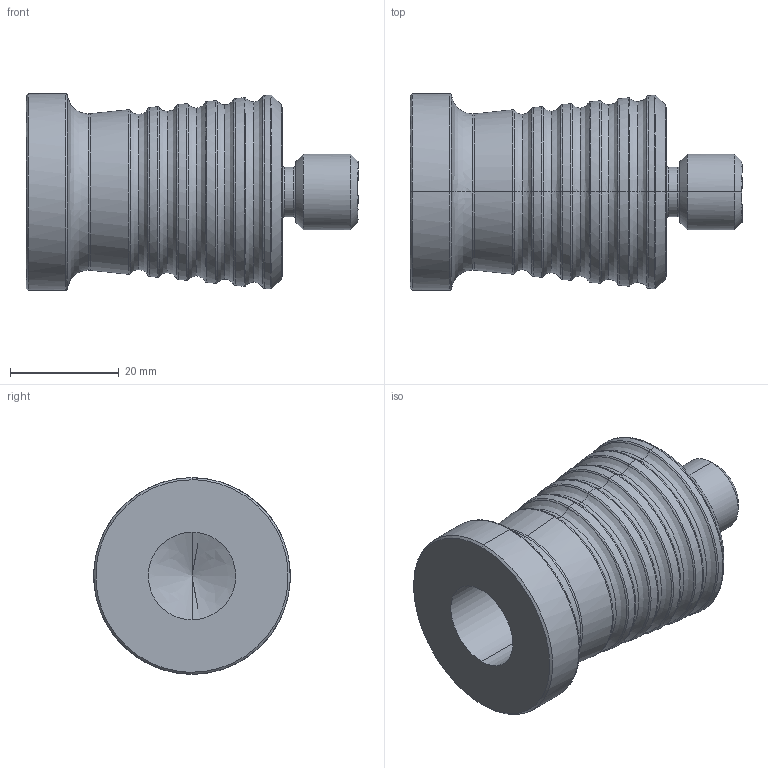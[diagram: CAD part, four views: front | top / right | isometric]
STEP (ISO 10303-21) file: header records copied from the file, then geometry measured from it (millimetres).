
FILE_DESCRIPTION(('FreeCAD Model'),'2;1');
FILE_NAME('Open CASCADE Shape Model','2025-04-27T11:52:43',('FreeCAD'),( 'FreeCAD'),'Open CASCADE STEP processor 7.6','FreeCAD','Unknown');
FILE_SCHEMA(('AUTOMOTIVE_DESIGN { 1 0 10303 214 1 1 1 1 }'));
Length unit declared in the file: millimetre
Products named in the file (1): Open CASCADE STEP translator 7.6 1
Bounding box: 60.99 x 36.06 x 36.1 mm (x, y, z)
Volume: 34947 mm3; surface area: 9212.4 mm2
Topology: 1 solids, 1 shells, 88 faces, 176 edges, 91 vertices
Faces by surface type: bspline 88
Entity records: 2814 total; most frequent: CARTESIAN_POINT 1878, ORIENTED_EDGE 348, EDGE_CURVE 174, FACE_BOUND 91, EDGE_LOOP 91, VERTEX_POINT 91, ADVANCED_FACE 88, B_SPLINE_CURVE_WITH_KNOTS 32
